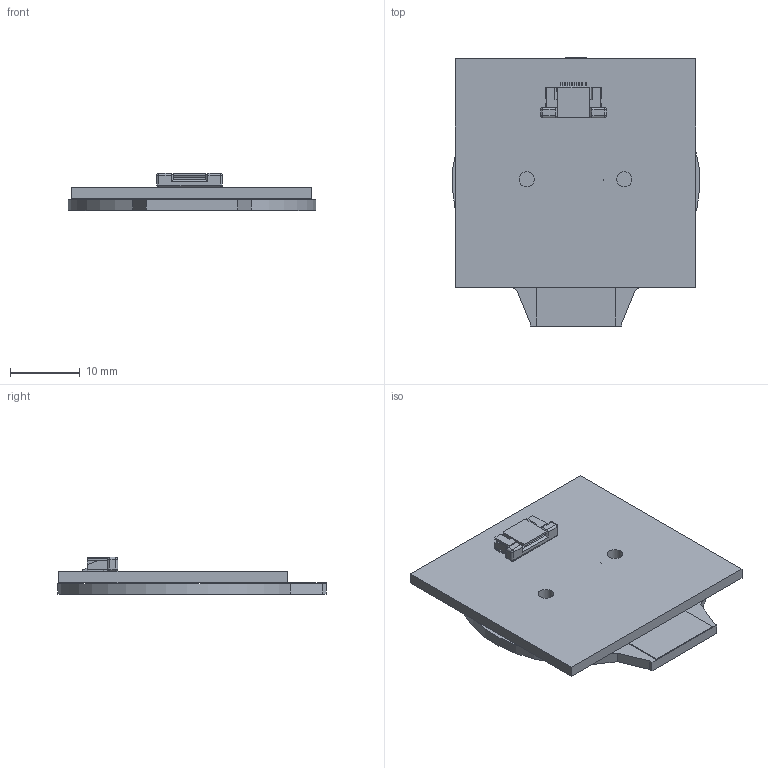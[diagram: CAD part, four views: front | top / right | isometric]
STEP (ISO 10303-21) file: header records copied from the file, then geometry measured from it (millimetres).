
FILE_DESCRIPTION(('KiCad electronic assembly'),'2;1');
FILE_NAME('espac-screen - Copia.step','2024-04-07T15:34:59',('Pcbnew'),( 'Kicad'),'Open CASCADE STEP processor 7.7','KiCad to STEP converter' ,'Unknown');
FILE_SCHEMA(('AUTOMOTIVE_DESIGN { 1 0 10303 214 1 1 1 1 }'));
Length unit declared in the file: millimetre
Products named in the file (6): espac-screen - Copia 1; 1734839-8; TFT-Round-1.28; TFT-Round-1.28 v5; _autosave-espac-screen - Copia_PCB
Assembly tree (5 placements, depth 3):
  espac-screen - Copia 1
    1734839-8
      1734839-8
    TFT-Round-1.28
      TFT-Round-1.28 v5
    _autosave-espac-screen - Copia_PCB
Bounding box: 35.56 x 38.54 x 5.4 mm (x, y, z)
Volume: 3538.9 mm3; surface area: 5241.9 mm2
Topology: 4 solids, 4 shells, 286 faces, 781 edges, 502 vertices
Faces by surface type: plane 236, cylinder 42, sphere 8
Full cylindrical faces by diameter (mm): 2.2 x2, 32.4 x1
Entity records: 9089 total; most frequent: CARTESIAN_POINT 1605, ORIENTED_EDGE 1562, DIRECTION 1439, EDGE_CURVE 781, LINE 695, VECTOR 695, VERTEX_POINT 502, AXIS2_PLACEMENT_3D 372
